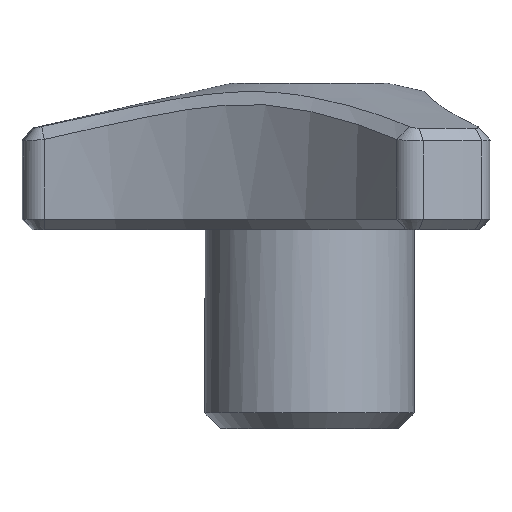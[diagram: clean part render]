
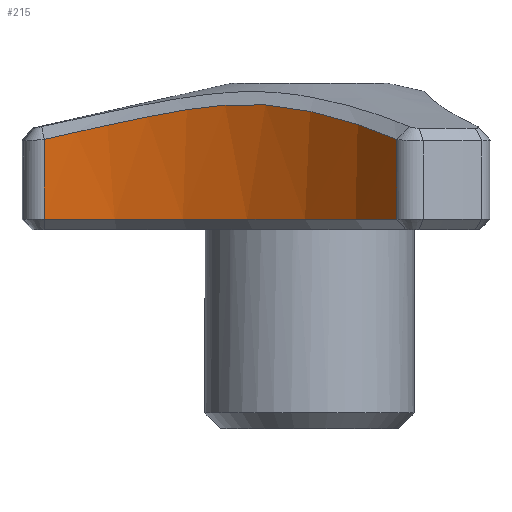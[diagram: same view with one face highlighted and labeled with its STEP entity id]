
A CAD part, left-side view. The second image highlights one B-rep face of the part: STEP entity #215.
In plain terms, the highlighted cylindrical face has radius 40 mm (diameter 80 mm), a partial arc.
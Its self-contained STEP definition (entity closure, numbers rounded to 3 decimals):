
#215 = ADVANCED_FACE( '', ( #438 ), #439, .F. );
#438 = FACE_OUTER_BOUND( '', #772, .T. );
#439 = CYLINDRICAL_SURFACE( '', #773, 40. );
#772 = EDGE_LOOP( '', ( #1297, #1298, #1299, #1300 ) );
#773 = AXIS2_PLACEMENT_3D( '', #1301, #1302, #1303 );
#1297 = ORIENTED_EDGE( '', *, *, #1460, .T. );
#1298 = ORIENTED_EDGE( '', *, *, #1511, .T. );
#1299 = ORIENTED_EDGE( '', *, *, #1532, .T. );
#1300 = ORIENTED_EDGE( '', *, *, #1516, .T. );
#1301 = CARTESIAN_POINT( '', ( -44.988, 25.974, 50. ) );
#1302 = DIRECTION( '', ( 0., 0., 1. ) );
#1303 = DIRECTION( '', ( -1., 0., 0. ) );
#1460 = EDGE_CURVE( '', #1756, #1569, #1757, .T. );
#1511 = EDGE_CURVE( '', #1569, #1634, #1819, .F. );
#1516 = EDGE_CURVE( '', #1691, #1756, #1824, .T. );
#1532 = EDGE_CURVE( '', #1634, #1691, #1840, .F. );
#1569 = VERTEX_POINT( '', #1881 );
#1634 = VERTEX_POINT( '', #1950 );
#1691 = VERTEX_POINT( '', #2076 );
#1756 = VERTEX_POINT( '', #2380 );
#1757 = LINE( '', #2381, #2382 );
#1819 = CIRCLE( '', #2539, 40. );
#1824 = B_SPLINE_CURVE_WITH_KNOTS( '', 3, ( #2562, #2563, #2564, #2565, #2566, #2567, #2568, #2569, #2570, #2571, #2572, #2573, #2574, #2575, #2576, #2577, #2578, #2579, #2580, #2581, #2582, #2583, #2584, #2585, #2586, #2587, #2588, #2589, #2590, #2591, #2592, #2593, #2594, #2595, #2596, #2597, #2598, #2599, #2600, #2601, #2602 ), .UNSPECIFIED., .F., .F., ( 4, 1, 1, 1, 1, 1, 1, 1, 1, 1, 1, 1, 1, 1, 1, 1, 1, 1, 1, 1, 1, 1, 1, 1, 1, 1, 1, 1, 1, 1, 1, 1, 1, 1, 1, 1, 1, 1, 4 ), ( 0., 0.016, 0.033, 0.048, 0.063, 0.078, 0.093, 0.107, 0.12, 0.133, 0.146, 0.159, 0.17, 0.182, 0.193, 0.204, 0.214, 0.224, 0.233, 0.243, 0.251, 0.318, 0.376, 0.441, 0.501, 0.561, 0.626, 0.684, 0.751, 0.768, 0.787, 0.808, 0.831, 0.855, 0.881, 0.908, 0.937, 0.968, 1. ), .UNSPECIFIED. );
#1840 = LINE( '', #2665, #2666 );
#1881 = CARTESIAN_POINT( '', ( -4.993, 25.355, 20. ) );
#1950 = CARTESIAN_POINT( '', ( -24.454, -8.353, 20. ) );
#2076 = CARTESIAN_POINT( '', ( -24.454, -8.353, 27.643 ) );
#2380 = CARTESIAN_POINT( '', ( -4.993, 25.355, 27.644 ) );
#2381 = CARTESIAN_POINT( '', ( -4.993, 25.355, 50. ) );
#2382 = VECTOR( '', #2887, 1000. );
#2539 = AXIS2_PLACEMENT_3D( '', #2930, #2931, #2932 );
#2562 = CARTESIAN_POINT( '', ( -24.454, -8.353, 27.644 ) );
#2563 = CARTESIAN_POINT( '', ( -24.265, -8.239, 27.694 ) );
#2564 = CARTESIAN_POINT( '', ( -23.892, -8.013, 27.794 ) );
#2565 = CARTESIAN_POINT( '', ( -23.345, -7.667, 27.94 ) );
#2566 = CARTESIAN_POINT( '', ( -22.818, -7.322, 28.083 ) );
#2567 = CARTESIAN_POINT( '', ( -22.31, -6.977, 28.22 ) );
#2568 = CARTESIAN_POINT( '', ( -21.82, -6.635, 28.354 ) );
#2569 = CARTESIAN_POINT( '', ( -21.349, -6.295, 28.483 ) );
#2570 = CARTESIAN_POINT( '', ( -20.896, -5.958, 28.607 ) );
#2571 = CARTESIAN_POINT( '', ( -20.461, -5.625, 28.728 ) );
#2572 = CARTESIAN_POINT( '', ( -20.044, -5.297, 28.844 ) );
#2573 = CARTESIAN_POINT( '', ( -19.643, -4.973, 28.955 ) );
#2574 = CARTESIAN_POINT( '', ( -19.26, -4.655, 29.062 ) );
#2575 = CARTESIAN_POINT( '', ( -18.893, -4.343, 29.165 ) );
#2576 = CARTESIAN_POINT( '', ( -18.542, -4.037, 29.263 ) );
#2577 = CARTESIAN_POINT( '', ( -18.207, -3.738, 29.357 ) );
#2578 = CARTESIAN_POINT( '', ( -17.887, -3.447, 29.446 ) );
#2579 = CARTESIAN_POINT( '', ( -17.583, -3.163, 29.531 ) );
#2580 = CARTESIAN_POINT( '', ( -17.293, -2.888, 29.612 ) );
#2581 = CARTESIAN_POINT( '', ( -17.018, -2.622, 29.688 ) );
#2582 = CARTESIAN_POINT( '', ( -16.757, -2.364, 29.76 ) );
#2583 = CARTESIAN_POINT( '', ( -15.954, -1.557, 29.98 ) );
#2584 = CARTESIAN_POINT( '', ( -14.728, -0.226, 30.304 ) );
#2585 = CARTESIAN_POINT( '', ( -13.101, 1.78, 30.688 ) );
#2586 = CARTESIAN_POINT( '', ( -11.643, 3.831, 30.939 ) );
#2587 = CARTESIAN_POINT( '', ( -10.302, 6.001, 31.03 ) );
#2588 = CARTESIAN_POINT( '', ( -9.102, 8.244, 30.932 ) );
#2589 = CARTESIAN_POINT( '', ( -8.066, 10.519, 30.68 ) );
#2590 = CARTESIAN_POINT( '', ( -7.146, 12.929, 30.293 ) );
#2591 = CARTESIAN_POINT( '', ( -6.573, 14.777, 29.945 ) );
#2592 = CARTESIAN_POINT( '', ( -6.216, 16.132, 29.672 ) );
#2593 = CARTESIAN_POINT( '', ( -6.031, 16.887, 29.516 ) );
#2594 = CARTESIAN_POINT( '', ( -5.848, 17.71, 29.342 ) );
#2595 = CARTESIAN_POINT( '', ( -5.67, 18.6, 29.151 ) );
#2596 = CARTESIAN_POINT( '', ( -5.502, 19.559, 28.942 ) );
#2597 = CARTESIAN_POINT( '', ( -5.348, 20.586, 28.716 ) );
#2598 = CARTESIAN_POINT( '', ( -5.214, 21.681, 28.473 ) );
#2599 = CARTESIAN_POINT( '', ( -5.105, 22.845, 28.213 ) );
#2600 = CARTESIAN_POINT( '', ( -5.025, 24.077, 27.935 ) );
#2601 = CARTESIAN_POINT( '', ( -5.004, 24.922, 27.743 ) );
#2602 = CARTESIAN_POINT( '', ( -4.993, 25.355, 27.644 ) );
#2665 = CARTESIAN_POINT( '', ( -24.454, -8.353, 50. ) );
#2666 = VECTOR( '', #2943, 1000. );
#2887 = DIRECTION( '', ( 0., 0., -1. ) );
#2930 = CARTESIAN_POINT( '', ( -44.988, 25.974, 20. ) );
#2931 = DIRECTION( '', ( 0., 0., 1. ) );
#2932 = DIRECTION( '', ( 1., 0., 0. ) );
#2943 = DIRECTION( '', ( 0., 0., -1. ) );
